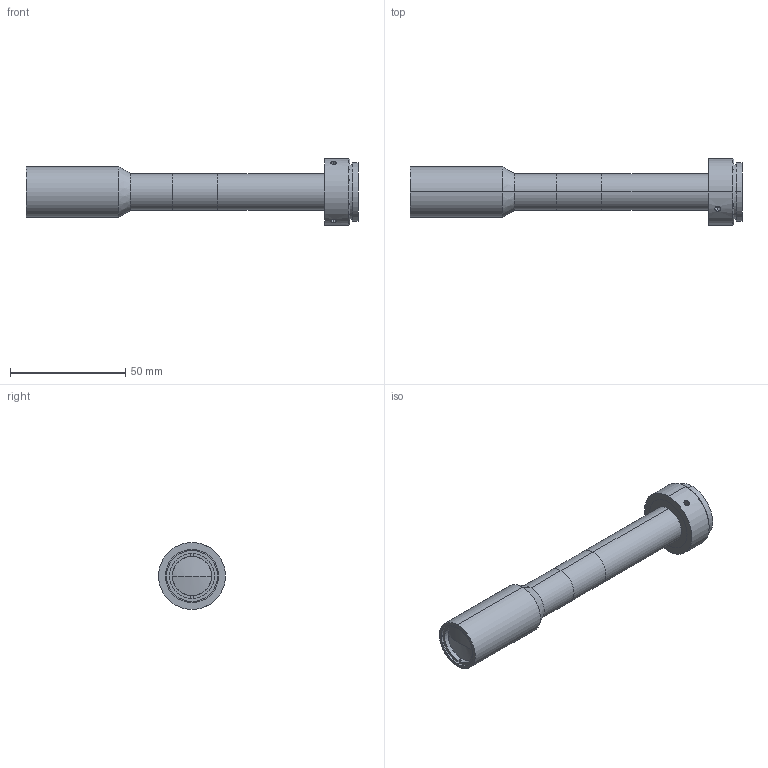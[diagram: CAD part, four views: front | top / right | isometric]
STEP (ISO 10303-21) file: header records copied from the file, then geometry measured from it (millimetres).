
FILE_DESCRIPTION (( 'STEP AP203' ), '1' );
FILE_NAME ('XF-T1X150D-蚾饜极-20150122V5.STEP', '2016-03-11T07:27:19', ( 'cherishsunshine' ), ( '' ), 'SwSTEP 2.0', 'SolidWorks 2014', '' );
FILE_SCHEMA (( 'CONFIG_CONTROL_DESIGN' ));
Length unit declared in the file: millimetre
Products named in the file (1): XF-T1X150D-蚾饜极-20150122V5
Bounding box: 143.74 x 29 x 29 mm (x, y, z)
Surface area: 14248.6 mm2 (no closed solid volume)
Topology: 0 solids, 8 shells, 59 faces, 146 edges, 97 vertices
Faces by surface type: cylinder 34, plane 17, cone 6, sphere 2
Entity records: 2056 total; most frequent: CARTESIAN_POINT 531, DIRECTION 332, ORIENTED_EDGE 256, EDGE_CURVE 146, AXIS2_PLACEMENT_3D 138, VERTEX_POINT 97, CIRCLE 78, EDGE_LOOP 74
